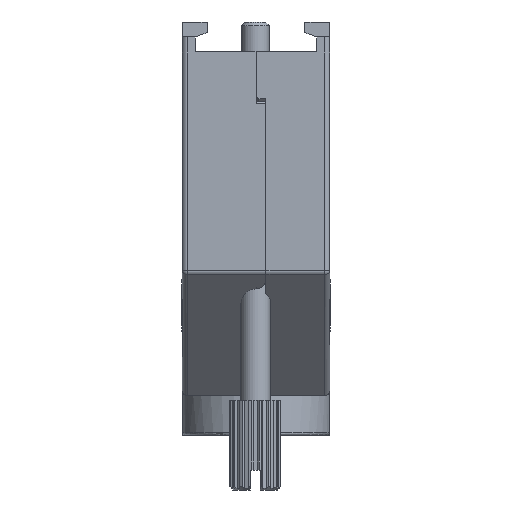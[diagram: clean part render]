
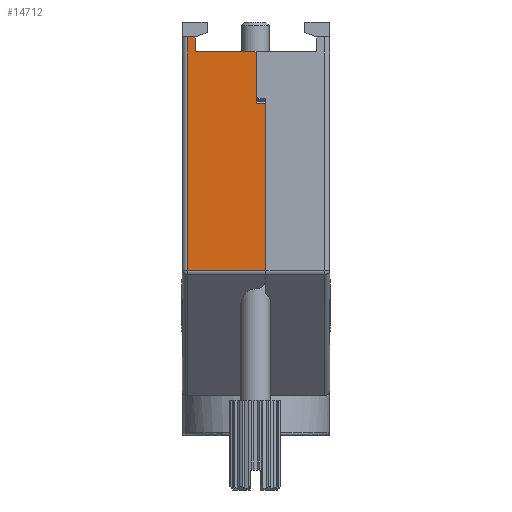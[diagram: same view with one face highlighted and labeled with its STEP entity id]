
A CAD part, left-side view. The second image highlights one B-rep face of the part: STEP entity #14712.
In plain terms, the highlighted face is planar.
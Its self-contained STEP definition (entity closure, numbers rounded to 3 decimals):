
#430 = DIRECTION ( 'NONE',  ( 0., 1., 0. ) ) ;
#788 = LINE ( 'NONE', #3278, #15663 ) ;
#847 = CARTESIAN_POINT ( 'NONE',  ( 19.75, 8.4, -24.993 ) ) ;
#1148 = PLANE ( 'NONE',  #7764 ) ;
#1212 = EDGE_CURVE ( 'NONE', #5603, #2963, #3256, .T. ) ;
#1413 = ORIENTED_EDGE ( 'NONE', *, *, #1212, .F. ) ;
#1541 = LINE ( 'NONE', #10985, #2875 ) ;
#1726 = CARTESIAN_POINT ( 'NONE',  ( 19.75, 1.3, -3. ) ) ;
#1729 = CARTESIAN_POINT ( 'NONE',  ( 19.75, 7.4, -3. ) ) ;
#2366 = LINE ( 'NONE', #7277, #15472 ) ;
#2482 = LINE ( 'NONE', #1729, #7482 ) ;
#2596 = CARTESIAN_POINT ( 'NONE',  ( 19.75, 1.3, -1.5 ) ) ;
#2875 = VECTOR ( 'NONE', #15877, 1000. ) ;
#2963 = VERTEX_POINT ( 'NONE', #1726 ) ;
#3256 = LINE ( 'NONE', #9617, #8875 ) ;
#3278 = CARTESIAN_POINT ( 'NONE',  ( 19.75, 7.4, -8.183 ) ) ;
#4009 = VERTEX_POINT ( 'NONE', #11405 ) ;
#4215 = ORIENTED_EDGE ( 'NONE', *, *, #14399, .F. ) ;
#5162 = EDGE_LOOP ( 'NONE', ( #4215, #12667, #5552, #15765, #7660, #5883, #1413, #8124 ) ) ;
#5552 = ORIENTED_EDGE ( 'NONE', *, *, #14488, .F. ) ;
#5603 = VERTEX_POINT ( 'NONE', #2596 ) ;
#5638 = EDGE_CURVE ( 'NONE', #12686, #14289, #1541, .T. ) ;
#5883 = ORIENTED_EDGE ( 'NONE', *, *, #12194, .F. ) ;
#6062 = DIRECTION ( 'NONE',  ( 1., 0., 0. ) ) ;
#6551 = LINE ( 'NONE', #15333, #10552 ) ;
#6642 = DIRECTION ( 'NONE',  ( 0., 0., -1. ) ) ;
#7277 = CARTESIAN_POINT ( 'NONE',  ( 19.75, 8.4, -3. ) ) ;
#7354 = LINE ( 'NONE', #8571, #9764 ) ;
#7482 = VECTOR ( 'NONE', #6642, 1000. ) ;
#7660 = ORIENTED_EDGE ( 'NONE', *, *, #14122, .F. ) ;
#7764 = AXIS2_PLACEMENT_3D ( 'NONE', #10014, #6062, #10987 ) ;
#8008 = VECTOR ( 'NONE', #15729, 1000. ) ;
#8124 = ORIENTED_EDGE ( 'NONE', *, *, #9731, .T. ) ;
#8235 = VERTEX_POINT ( 'NONE', #12395 ) ;
#8571 = CARTESIAN_POINT ( 'NONE',  ( 19.75, 7.4, -1.5 ) ) ;
#8875 = VECTOR ( 'NONE', #12112, 1000. ) ;
#9608 = CARTESIAN_POINT ( 'NONE',  ( 19.75, 7.4, -3. ) ) ;
#9617 = CARTESIAN_POINT ( 'NONE',  ( 19.75, 1.3, -1.5 ) ) ;
#9716 = CARTESIAN_POINT ( 'NONE',  ( 19.75, 0.5, -24.993 ) ) ;
#9731 = EDGE_CURVE ( 'NONE', #5603, #8235, #7354, .T. ) ;
#9764 = VECTOR ( 'NONE', #15884, 1000. ) ;
#9962 = VERTEX_POINT ( 'NONE', #9608 ) ;
#10014 = CARTESIAN_POINT ( 'NONE',  ( 19.75, 7.4, -37.5 ) ) ;
#10552 = VECTOR ( 'NONE', #430, 1000. ) ;
#10985 = CARTESIAN_POINT ( 'NONE',  ( 19.75, 8.4, -24.993 ) ) ;
#10987 = DIRECTION ( 'NONE',  ( 0., 1., 0. ) ) ;
#11101 = VERTEX_POINT ( 'NONE', #11258 ) ;
#11258 = CARTESIAN_POINT ( 'NONE',  ( 19.75, 8.4, -8.183 ) ) ;
#11405 = CARTESIAN_POINT ( 'NONE',  ( 19.75, 7.4, -8.183 ) ) ;
#12112 = DIRECTION ( 'NONE',  ( 0., 0., -1. ) ) ;
#12194 = EDGE_CURVE ( 'NONE', #2963, #9962, #6551, .T. ) ;
#12281 = CARTESIAN_POINT ( 'NONE',  ( 19.75, 0.5, -37.5 ) ) ;
#12395 = CARTESIAN_POINT ( 'NONE',  ( 19.75, 0.5, -1.5 ) ) ;
#12562 = EDGE_CURVE ( 'NONE', #11101, #4009, #788, .T. ) ;
#12667 = ORIENTED_EDGE ( 'NONE', *, *, #5638, .T. ) ;
#12686 = VERTEX_POINT ( 'NONE', #9716 ) ;
#13319 = LINE ( 'NONE', #12281, #8008 ) ;
#13629 = FACE_OUTER_BOUND ( 'NONE', #5162, .T. ) ;
#13638 = DIRECTION ( 'NONE',  ( 0., 0., -1. ) ) ;
#14122 = EDGE_CURVE ( 'NONE', #9962, #4009, #2482, .T. ) ;
#14289 = VERTEX_POINT ( 'NONE', #847 ) ;
#14399 = EDGE_CURVE ( 'NONE', #12686, #8235, #13319, .T. ) ;
#14488 = EDGE_CURVE ( 'NONE', #11101, #14289, #2366, .T. ) ;
#14712 = ADVANCED_FACE ( 'NONE', ( #13629 ), #1148, .T. ) ;
#15333 = CARTESIAN_POINT ( 'NONE',  ( 19.75, -38.228, -3. ) ) ;
#15472 = VECTOR ( 'NONE', #13638, 1000. ) ;
#15660 = DIRECTION ( 'NONE',  ( 0., -1., 0. ) ) ;
#15663 = VECTOR ( 'NONE', #15660, 1000. ) ;
#15729 = DIRECTION ( 'NONE',  ( 0., 0., 1. ) ) ;
#15765 = ORIENTED_EDGE ( 'NONE', *, *, #12562, .T. ) ;
#15877 = DIRECTION ( 'NONE',  ( 0., 1., 0. ) ) ;
#15884 = DIRECTION ( 'NONE',  ( 0., -1., 0. ) ) ;
